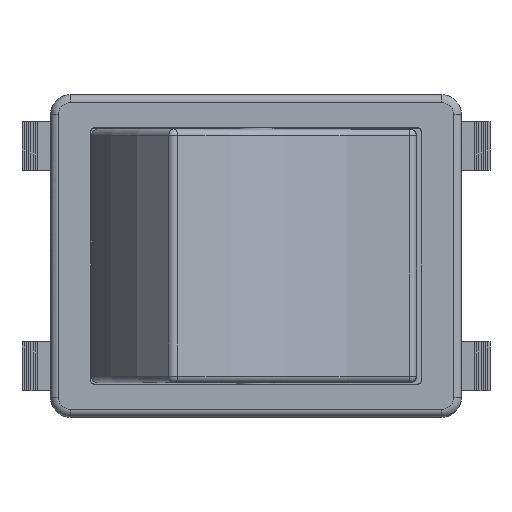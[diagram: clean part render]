
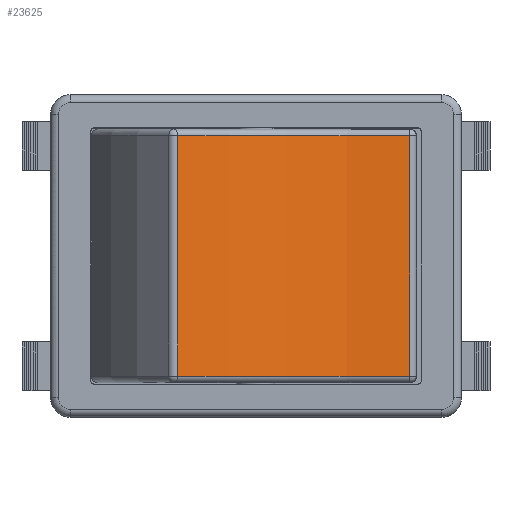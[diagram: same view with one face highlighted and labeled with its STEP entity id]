
A CAD part, top view. The second image highlights one B-rep face of the part: STEP entity #23625.
In plain terms, the highlighted cylindrical face has radius 28.263 mm (diameter 56.525 mm), a partial arc.
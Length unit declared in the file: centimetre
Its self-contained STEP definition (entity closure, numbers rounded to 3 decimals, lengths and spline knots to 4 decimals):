
#1232=CYLINDRICAL_SURFACE('',#25033,2.8263);
#1569=FACE_OUTER_BOUND('',#2911,.T.);
#2911=EDGE_LOOP('',(#16102,#16103,#16104,#16105));
#4257=CIRCLE('',#25007,2.8263);
#4265=CIRCLE('',#25018,2.8263);
#4685=LINE('',#31516,#7249);
#4688=LINE('',#31538,#7252);
#7249=VECTOR('',#26608,1.);
#7252=VECTOR('',#26641,1.);
#9746=VERTEX_POINT('',#31489);
#9750=VERTEX_POINT('',#31498);
#9752=VERTEX_POINT('',#31503);
#9756=VERTEX_POINT('',#31512);
#12233=EDGE_CURVE('',#9752,#9756,#4685,.T.);
#12235=EDGE_CURVE('',#9756,#9750,#4257,.T.);
#12243=EDGE_CURVE('',#9746,#9752,#4265,.T.);
#12246=EDGE_CURVE('',#9750,#9746,#4688,.T.);
#16102=ORIENTED_EDGE('',*,*,#12233,.F.);
#16103=ORIENTED_EDGE('',*,*,#12243,.F.);
#16104=ORIENTED_EDGE('',*,*,#12246,.F.);
#16105=ORIENTED_EDGE('',*,*,#12235,.F.);
#23625=ADVANCED_FACE('',(#1569),#1232,.F.);
#25007=AXIS2_PLACEMENT_3D('',#31519,#26612,#26613);
#25018=AXIS2_PLACEMENT_3D('',#31534,#26634,#26635);
#25033=AXIS2_PLACEMENT_3D('',#31575,#26677,#26678);
#26608=DIRECTION('',(0.,1.,0.));
#26612=DIRECTION('center_axis',(0.,-1.,0.));
#26613=DIRECTION('ref_axis',(-0.342,0.,-0.94));
#26634=DIRECTION('center_axis',(0.,1.,0.));
#26635=DIRECTION('ref_axis',(-0.342,0.,-0.94));
#26641=DIRECTION('',(0.,-1.,0.));
#26677=DIRECTION('center_axis',(0.,-1.,0.));
#26678=DIRECTION('ref_axis',(0.65,0.,0.76));
#31489=CARTESIAN_POINT('',(1.1825,-0.925,1.9484));
#31498=CARTESIAN_POINT('',(1.1825,0.925,1.9484));
#31503=CARTESIAN_POINT('',(-0.6028,-0.925,2.5982));
#31512=CARTESIAN_POINT('',(-0.6028,0.925,2.5982));
#31516=CARTESIAN_POINT('',(-0.6028,0.,2.5982));
#31519=CARTESIAN_POINT('Origin',(1.2002,0.925,4.7746));
#31534=CARTESIAN_POINT('Origin',(1.2002,-0.925,4.7746));
#31538=CARTESIAN_POINT('',(1.1825,0.,1.9484));
#31575=CARTESIAN_POINT('Origin',(1.2002,0.,
4.7746));
